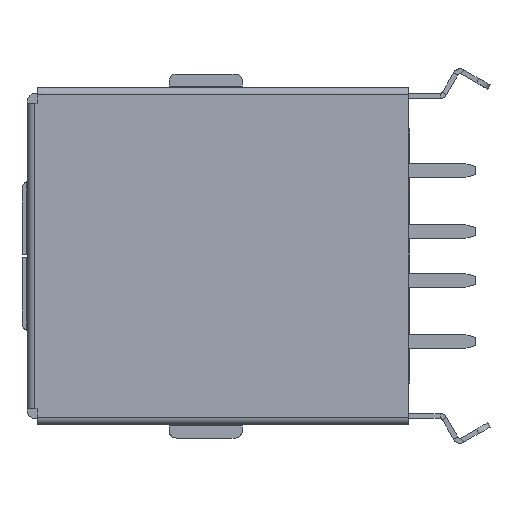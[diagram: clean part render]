
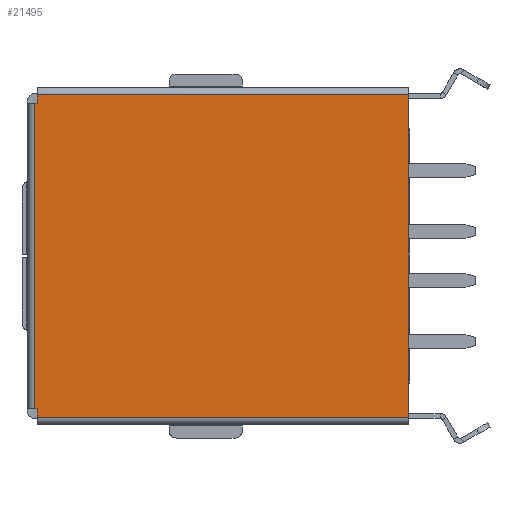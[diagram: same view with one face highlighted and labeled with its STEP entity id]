
A CAD part, left-side view. The second image highlights one B-rep face of the part: STEP entity #21495.
In plain terms, the highlighted planar face has unit normal (-1, 0, 0).
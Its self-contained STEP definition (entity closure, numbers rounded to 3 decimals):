
#1348 = VERTEX_POINT ( 'NONE', #3833 ) ;
#1778 = AXIS2_PLACEMENT_3D ( 'NONE', #35781, #31554, #15830 ) ;
#2513 = DIRECTION ( 'NONE',  ( 0., 0., -1. ) ) ;
#2893 = EDGE_CURVE ( 'NONE', #3039, #1348, #35695, .T. ) ;
#3039 = VERTEX_POINT ( 'NONE', #33286 ) ;
#3701 = DIRECTION ( 'NONE',  ( 0., -1., 0. ) ) ;
#3833 = CARTESIAN_POINT ( 'NONE',  ( -8.435, 15.25, -6.25 ) ) ;
#3940 = VERTEX_POINT ( 'NONE', #16771 ) ;
#4315 = LINE ( 'NONE', #7505, #9959 ) ;
#4462 = EDGE_CURVE ( 'NONE', #3039, #30692, #26084, .T. ) ;
#4785 = EDGE_CURVE ( 'NONE', #3940, #30692, #4315, .T. ) ;
#7449 = VECTOR ( 'NONE', #2513, 1000. ) ;
#7505 = CARTESIAN_POINT ( 'NONE',  ( -8.435, -12.952, 6.25 ) ) ;
#7891 = VECTOR ( 'NONE', #3701, 1000. ) ;
#8948 = DIRECTION ( 'NONE',  ( 0., -1., 0. ) ) ;
#9183 = ORIENTED_EDGE ( 'NONE', *, *, #25354, .T. ) ;
#9959 = VECTOR ( 'NONE', #12884, 1000. ) ;
#10919 = CARTESIAN_POINT ( 'NONE',  ( -8.435, 15.35, 68.211 ) ) ;
#11445 = LINE ( 'NONE', #20843, #13651 ) ;
#11557 = CARTESIAN_POINT ( 'NONE',  ( -8.435, -26.304, -6.25 ) ) ;
#11572 = CARTESIAN_POINT ( 'NONE',  ( -8.435, 0.05, 6.6 ) ) ;
#11938 = CARTESIAN_POINT ( 'NONE',  ( -8.435, 15.35, 6.25 ) ) ;
#12320 = DIRECTION ( 'NONE',  ( 0., 0., -1. ) ) ;
#12884 = DIRECTION ( 'NONE',  ( 0., 1., 0. ) ) ;
#13636 = EDGE_CURVE ( 'NONE', #17414, #29246, #20748, .T. ) ;
#13651 = VECTOR ( 'NONE', #17826, 1000. ) ;
#14604 = EDGE_LOOP ( 'NONE', ( #38227, #22356, #17943, #30402, #30144, #9183, #33254, #20511 ) ) ;
#15684 = LINE ( 'NONE', #27846, #7891 ) ;
#15830 = DIRECTION ( 'NONE',  ( 0., 1., 0. ) ) ;
#15918 = CARTESIAN_POINT ( 'NONE',  ( -8.435, 0.05, -6.6 ) ) ;
#16771 = CARTESIAN_POINT ( 'NONE',  ( -8.435, 15.25, 6.25 ) ) ;
#17414 = VERTEX_POINT ( 'NONE', #39458 ) ;
#17826 = DIRECTION ( 'NONE',  ( 0., 0., 1. ) ) ;
#17943 = ORIENTED_EDGE ( 'NONE', *, *, #2893, .T. ) ;
#18069 = CARTESIAN_POINT ( 'NONE',  ( -8.435, 15.25, 6.5 ) ) ;
#18524 = CARTESIAN_POINT ( 'NONE',  ( -8.435, 15.25, -6.6 ) ) ;
#20001 = EDGE_CURVE ( 'NONE', #17414, #3940, #33419, .T. ) ;
#20172 = VECTOR ( 'NONE', #23305, 1000. ) ;
#20511 = ORIENTED_EDGE ( 'NONE', *, *, #20001, .T. ) ;
#20748 = LINE ( 'NONE', #23735, #35088 ) ;
#20843 = CARTESIAN_POINT ( 'NONE',  ( -8.435, 0.05, 6.5 ) ) ;
#21495 = ADVANCED_FACE ( 'NONE', ( #23625 ), #30581, .T. ) ;
#22356 = ORIENTED_EDGE ( 'NONE', *, *, #4462, .F. ) ;
#23305 = DIRECTION ( 'NONE',  ( 0., 0., 1. ) ) ;
#23354 = EDGE_CURVE ( 'NONE', #1348, #36388, #24699, .T. ) ;
#23625 = FACE_OUTER_BOUND ( 'NONE', #14604, .T. ) ;
#23735 = CARTESIAN_POINT ( 'NONE',  ( -8.435, 46.543, 6.6 ) ) ;
#24699 = LINE ( 'NONE', #27883, #37117 ) ;
#25041 = EDGE_CURVE ( 'NONE', #36388, #25846, #15684, .T. ) ;
#25354 = EDGE_CURVE ( 'NONE', #25846, #29246, #11445, .T. ) ;
#25846 = VERTEX_POINT ( 'NONE', #15918 ) ;
#26084 = LINE ( 'NONE', #10919, #20172 ) ;
#27573 = VECTOR ( 'NONE', #38304, 1000. ) ;
#27846 = CARTESIAN_POINT ( 'NONE',  ( -8.435, -12.952, -6.6 ) ) ;
#27883 = CARTESIAN_POINT ( 'NONE',  ( -8.435, 15.25, 45.148 ) ) ;
#29246 = VERTEX_POINT ( 'NONE', #11572 ) ;
#30144 = ORIENTED_EDGE ( 'NONE', *, *, #25041, .T. ) ;
#30402 = ORIENTED_EDGE ( 'NONE', *, *, #23354, .T. ) ;
#30581 = PLANE ( 'NONE',  #1778 ) ;
#30692 = VERTEX_POINT ( 'NONE', #11938 ) ;
#31554 = DIRECTION ( 'NONE',  ( -1., 0., 0. ) ) ;
#33254 = ORIENTED_EDGE ( 'NONE', *, *, #13636, .F. ) ;
#33286 = CARTESIAN_POINT ( 'NONE',  ( -8.435, 15.35, -6.25 ) ) ;
#33419 = LINE ( 'NONE', #18069, #7449 ) ;
#35088 = VECTOR ( 'NONE', #8948, 1000. ) ;
#35695 = LINE ( 'NONE', #11557, #27573 ) ;
#35781 = CARTESIAN_POINT ( 'NONE',  ( -8.435, -12.952, 6.5 ) ) ;
#36388 = VERTEX_POINT ( 'NONE', #18524 ) ;
#37117 = VECTOR ( 'NONE', #12320, 1000. ) ;
#38227 = ORIENTED_EDGE ( 'NONE', *, *, #4785, .T. ) ;
#38304 = DIRECTION ( 'NONE',  ( 0., -1., 0. ) ) ;
#39458 = CARTESIAN_POINT ( 'NONE',  ( -8.435, 15.25, 6.6 ) ) ;
